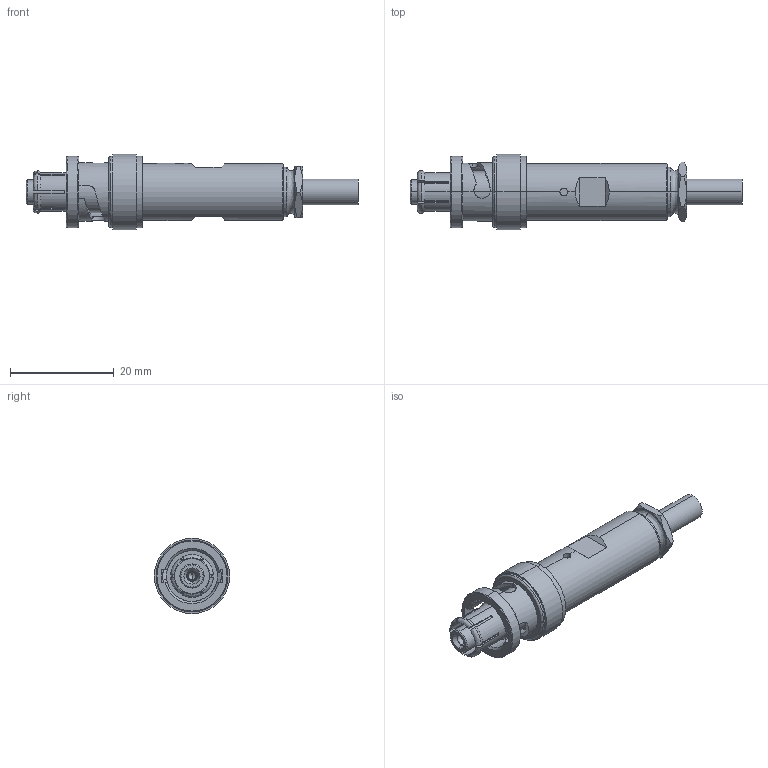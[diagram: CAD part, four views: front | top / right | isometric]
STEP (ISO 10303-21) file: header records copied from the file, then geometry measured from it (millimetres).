
FILE_DESCRIPTION (( 'STEP AP214' ), '1' );
FILE_NAME ('245-CON-SHV.STEP', '2015-02-20T09:26:55', ( '' ), ( '' ), 'SwSTEP 2.0', 'SolidWorks 2014', '' );
FILE_SCHEMA (( 'AUTOMOTIVE_DESIGN' ));
Length unit declared in the file: millimetre
Products named in the file (1): 245-CON-SHV
Bounding box: 64.06 x 14.55 x 14.55 mm (x, y, z)
Volume: 4291.5 mm3; surface area: 4322.3 mm2
Topology: 2 solids, 2 shells, 195 faces, 506 edges, 325 vertices
Faces by surface type: plane 83, cylinder 57, cone 29, bspline 26
Entity records: 9316 total; most frequent: CARTESIAN_POINT 2547, ORIENTED_EDGE 1004, DIRECTION 921, EDGE_CURVE 502, AXIS2_PLACEMENT_3D 355, VERTEX_POINT 325, EDGE_LOOP 215, VECTOR 211
